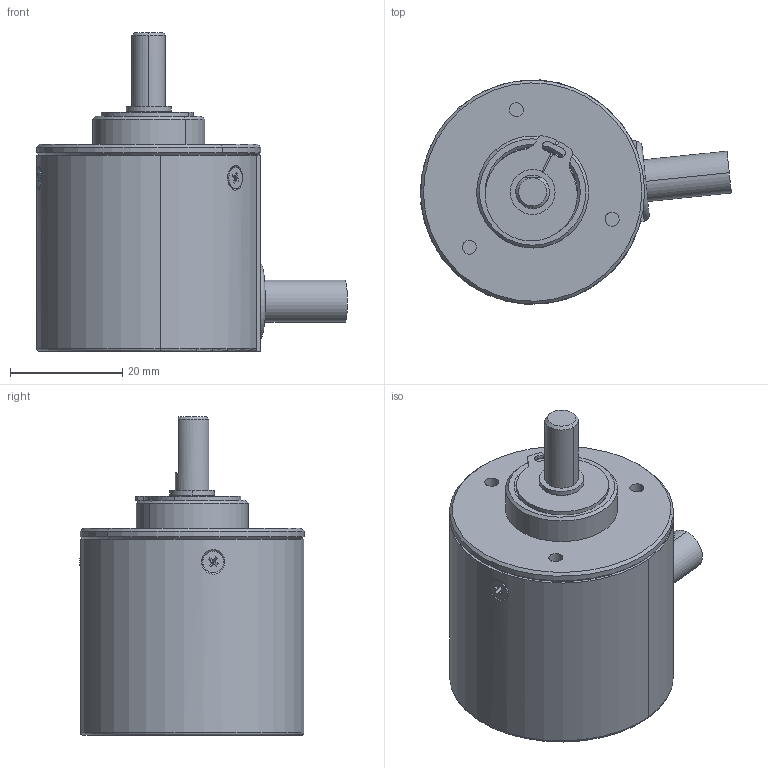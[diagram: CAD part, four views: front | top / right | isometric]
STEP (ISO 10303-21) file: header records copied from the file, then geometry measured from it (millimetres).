
FILE_DESCRIPTION (( 'STEP AP203' ), '1' );
FILE_NAME ('B40xxxxS6xxxx.STEP', '2025-09-18T19:36:52', ( '' ), ( '' ), 'SwSTEP 2.0', 'SolidWorks 2019', '' );
FILE_SCHEMA (( 'CONFIG_CONTROL_DESIGN' ));
Length unit declared in the file: millimetre
Products named in the file (1): B40xxxxS6xxxx
Bounding box: 55.48 x 40.04 x 56.95 mm (x, y, z)
Surface area: 9937.9 mm2 (no closed solid volume)
Topology: 0 solids, 11 shells, 143 faces, 423 edges, 281 vertices
Faces by surface type: plane 65, cylinder 41, cone 30, torus 7
Entity records: 4995 total; most frequent: CARTESIAN_POINT 1146, DIRECTION 829, ORIENTED_EDGE 693, EDGE_CURVE 421, AXIS2_PLACEMENT_3D 310, VERTEX_POINT 281, LINE 209, VECTOR 209
